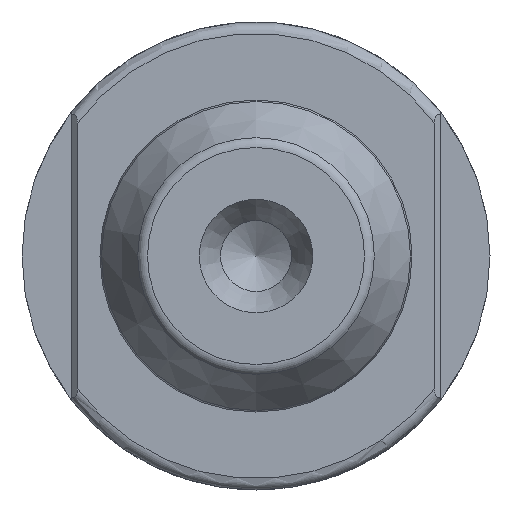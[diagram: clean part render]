
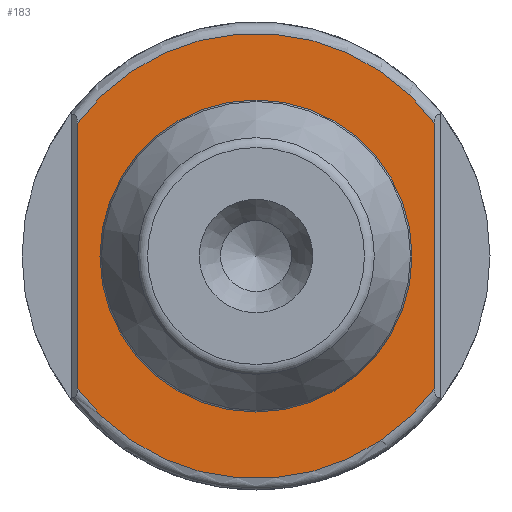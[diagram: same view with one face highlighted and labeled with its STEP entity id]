
A CAD part, left-side view. The second image highlights one B-rep face of the part: STEP entity #183.
In plain terms, the highlighted planar face has unit normal (-1, 0, 0).
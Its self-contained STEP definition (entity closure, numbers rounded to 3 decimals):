
#46=LINE('',#1042,#56);
#47=LINE('',#1043,#57);
#56=VECTOR('',#752,1.);
#57=VECTOR('',#753,1.);
#87=PLANE('',#623);
#127=FACE_BOUND('',#260,.T.);
#128=FACE_BOUND('',#261,.T.);
#183=ADVANCED_FACE('',(#127,#128),#87,.F.);
#260=EDGE_LOOP('',(#392,#393,#394,#395));
#261=EDGE_LOOP('',(#396));
#302=CIRCLE('',#582,7.85);
#323=CIRCLE('',#620,7.85);
#324=CIRCLE('',#622,5.45);
#392=ORIENTED_EDGE('',*,*,#508,.F.);
#393=ORIENTED_EDGE('',*,*,#540,.T.);
#394=ORIENTED_EDGE('',*,*,#535,.F.);
#395=ORIENTED_EDGE('',*,*,#541,.T.);
#396=ORIENTED_EDGE('',*,*,#542,.T.);
#457=VERTEX_POINT('',#875);
#458=VERTEX_POINT('',#877);
#483=VERTEX_POINT('',#976);
#484=VERTEX_POINT('',#977);
#487=VERTEX_POINT('',#1045);
#508=EDGE_CURVE('',#457,#458,#302,.T.);
#535=EDGE_CURVE('',#483,#484,#323,.T.);
#540=EDGE_CURVE('',#457,#484,#46,.T.);
#541=EDGE_CURVE('',#483,#458,#47,.T.);
#542=EDGE_CURVE('',#487,#487,#324,.T.);
#582=AXIS2_PLACEMENT_3D('',#876,#668,#669);
#620=AXIS2_PLACEMENT_3D('',#975,#748,#749);
#622=AXIS2_PLACEMENT_3D('',#1044,#754,#755);
#623=AXIS2_PLACEMENT_3D('',#1046,#756,#757);
#668=DIRECTION('',(1.,0.,0.));
#669=DIRECTION('',(0.,0.,-1.));
#748=DIRECTION('',(1.,0.,0.));
#749=DIRECTION('',(0.,0.,-1.));
#752=DIRECTION('',(0.,0.,1.));
#753=DIRECTION('',(0.,0.,-1.));
#754=DIRECTION('',(1.,0.,0.));
#755=DIRECTION('',(0.,0.,-1.));
#756=DIRECTION('',(1.,0.,0.));
#757=DIRECTION('',(0.,0.,-1.));
#875=CARTESIAN_POINT('',(18.,-6.3,-4.683));
#876=CARTESIAN_POINT('',(18.,0.,0.));
#877=CARTESIAN_POINT('',(18.,6.3,-4.683));
#975=CARTESIAN_POINT('',(18.,0.,0.));
#976=CARTESIAN_POINT('',(18.,6.3,4.683));
#977=CARTESIAN_POINT('',(18.,-6.3,4.683));
#1042=CARTESIAN_POINT('',(18.,-6.3,0.));
#1043=CARTESIAN_POINT('',(18.,6.3,0.));
#1044=CARTESIAN_POINT('',(18.,0.,0.));
#1045=CARTESIAN_POINT('',(18.,0.,-5.45));
#1046=CARTESIAN_POINT('',(18.,5.45,0.));
